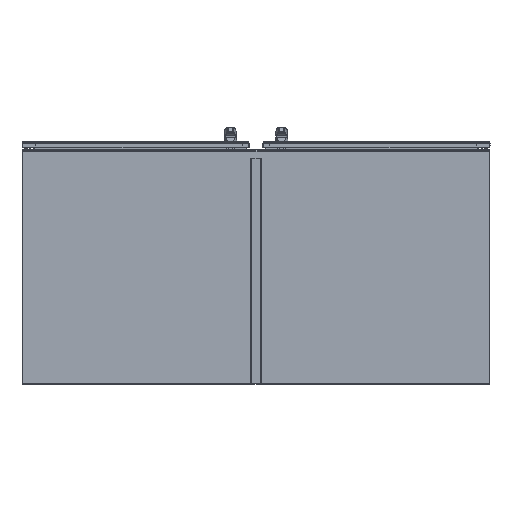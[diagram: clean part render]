
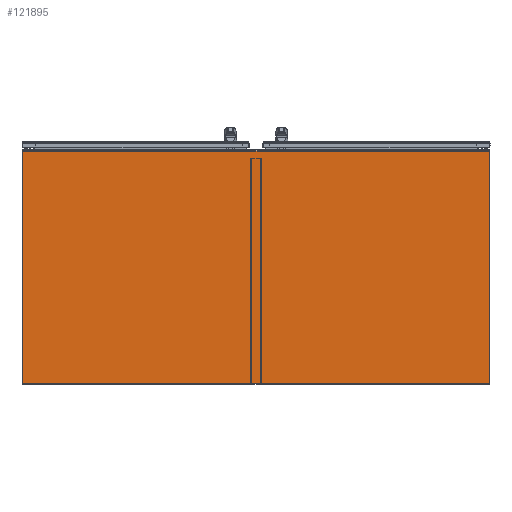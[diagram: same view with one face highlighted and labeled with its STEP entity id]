
A CAD part, front view. The second image highlights one B-rep face of the part: STEP entity #121895.
In plain terms, the highlighted planar face has unit normal (0, -1, 0).
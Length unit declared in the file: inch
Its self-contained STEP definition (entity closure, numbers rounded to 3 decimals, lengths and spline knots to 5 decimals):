
#3003 = DIRECTION ( 'NONE',  ( 1., 0., 0. ) ) ;
#5400 = CARTESIAN_POINT ( 'NONE',  ( 0., -0.104, 18.1145 ) ) ;
#6348 = VERTEX_POINT ( 'NONE', #85827 ) ;
#12415 = VECTOR ( 'NONE', #3003, 39.37008 ) ;
#15167 = LINE ( 'NONE', #103417, #152822 ) ;
#17430 = FACE_OUTER_BOUND ( 'NONE', #84570, .T. ) ;
#20443 = DIRECTION ( 'NONE',  ( 0., 0., -1. ) ) ;
#22702 = VERTEX_POINT ( 'NONE', #69602 ) ;
#28055 = EDGE_CURVE ( 'NONE', #84559, #6348, #121917, .T. ) ;
#28929 = CARTESIAN_POINT ( 'NONE',  ( 35.9585, -0.104, 35.88037 ) ) ;
#29015 = ORIENTED_EDGE ( 'NONE', *, *, #159509, .F. ) ;
#40828 = DIRECTION ( 'NONE',  ( 0., 1., 0. ) ) ;
#45197 = AXIS2_PLACEMENT_3D ( 'NONE', #115679, #40828, #151925 ) ;
#54581 = DIRECTION ( 'NONE',  ( -1., 0., 0. ) ) ;
#58368 = CARTESIAN_POINT ( 'NONE',  ( 71.917, -0.104, 35.88037 ) ) ;
#69602 = CARTESIAN_POINT ( 'NONE',  ( 71.917, -0.104, 0.104 ) ) ;
#70796 = CARTESIAN_POINT ( 'NONE',  ( 0., -0.104, 0.104 ) ) ;
#75381 = VERTEX_POINT ( 'NONE', #58368 ) ;
#79692 = ORIENTED_EDGE ( 'NONE', *, *, #124116, .F. ) ;
#83295 = CARTESIAN_POINT ( 'NONE',  ( 71.917, -0.104, 18.1145 ) ) ;
#84559 = VERTEX_POINT ( 'NONE', #70796 ) ;
#84570 = EDGE_LOOP ( 'NONE', ( #138519, #79692, #29015, #156637 ) ) ;
#85827 = CARTESIAN_POINT ( 'NONE',  ( 0., -0.104, 35.88037 ) ) ;
#88966 = VECTOR ( 'NONE', #103521, 39.37008 ) ;
#103250 = PLANE ( 'NONE',  #45197 ) ;
#103417 = CARTESIAN_POINT ( 'NONE',  ( 35.9585, -0.104, 0.104 ) ) ;
#103462 = VECTOR ( 'NONE', #20443, 39.37008 ) ;
#103521 = DIRECTION ( 'NONE',  ( 0., 0., 1. ) ) ;
#115679 = CARTESIAN_POINT ( 'NONE',  ( 35.9585, -0.104, 18.1145 ) ) ;
#118983 = EDGE_CURVE ( 'NONE', #6348, #75381, #134424, .T. ) ;
#121895 = ADVANCED_FACE ( 'NONE', ( #17430 ), #103250, .F. ) ;
#121917 = LINE ( 'NONE', #5400, #88966 ) ;
#124116 = EDGE_CURVE ( 'NONE', #22702, #84559, #15167, .T. ) ;
#128579 = LINE ( 'NONE', #83295, #103462 ) ;
#134424 = LINE ( 'NONE', #28929, #12415 ) ;
#138519 = ORIENTED_EDGE ( 'NONE', *, *, #28055, .F. ) ;
#151925 = DIRECTION ( 'NONE',  ( 0., 0., 1. ) ) ;
#152822 = VECTOR ( 'NONE', #54581, 39.37008 ) ;
#156637 = ORIENTED_EDGE ( 'NONE', *, *, #118983, .F. ) ;
#159509 = EDGE_CURVE ( 'NONE', #75381, #22702, #128579, .T. ) ;
